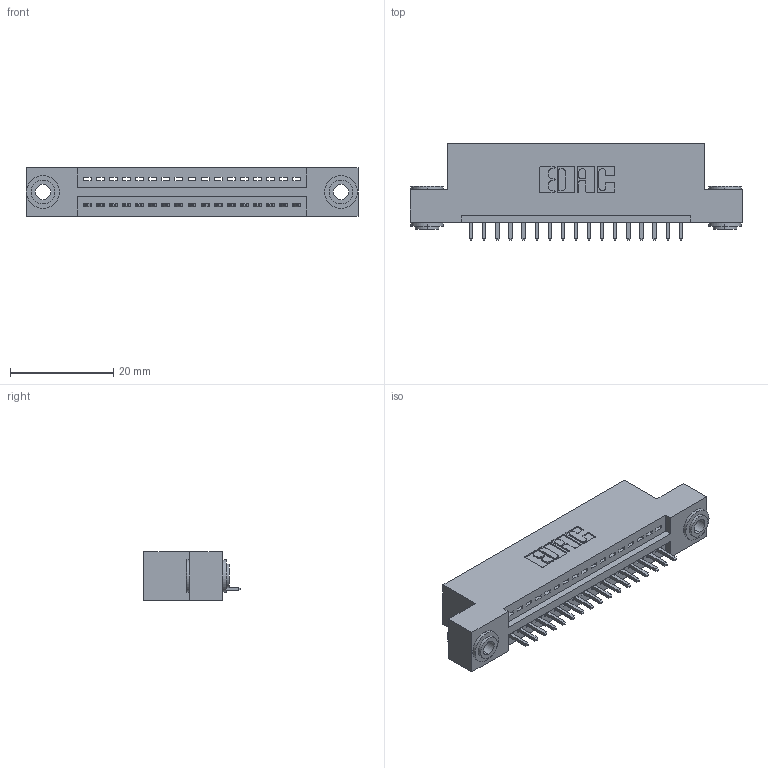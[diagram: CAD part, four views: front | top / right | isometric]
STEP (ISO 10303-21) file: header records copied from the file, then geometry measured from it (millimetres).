
FILE_DESCRIPTION (( 'STEP AP203' ), '1' );
FILE_NAME ('395-017-521-103.STEP', '2019-10-17T14:02:57', ( '' ), ( '' ), 'SwSTEP 2.0', 'SolidWorks 2016', '' );
FILE_SCHEMA (( 'CONFIG_CONTROL_DESIGN' ));
Length unit declared in the file: inch
Products named in the file (4): 345 Part_Flush Mounting Lugs - 0.156 Dia-TH; 345-292-001_345-293-121; 345-250-002_345-250-002-102; 395-017-521-103
Assembly tree (20 placements, depth 2):
  395-017-521-103
    345 Part_Flush Mounting Lugs - 0.156 Dia-TH
    345-292-001_345-293-121  x17
    345-250-002_345-250-002-102  x2
Bounding box: 64.39 x 18.72 x 9.4 mm (x, y, z)
Volume: 5882 mm3; surface area: 7502.2 mm2
Topology: 20 solids, 20 shells, 1150 faces, 3409 edges, 2246 vertices
Faces by surface type: plane 770, cylinder 372, cone 8
Entity records: 16828 total; most frequent: CARTESIAN_POINT 2894, ORIENTED_EDGE 2838, DIRECTION 2595, EDGE_CURVE 1419, LINE 1195, VECTOR 1195, VERTEX_POINT 942, AXIS2_PLACEMENT_3D 700
